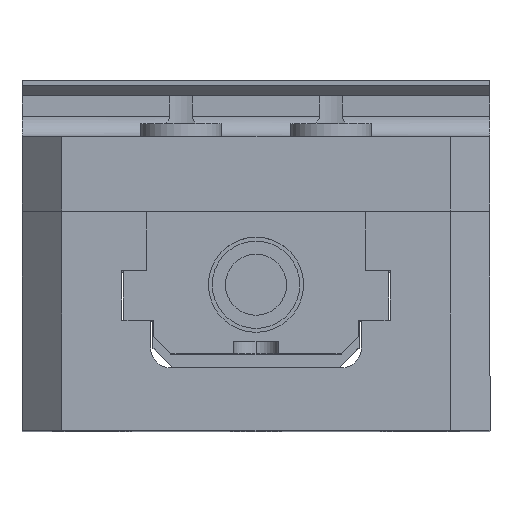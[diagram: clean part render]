
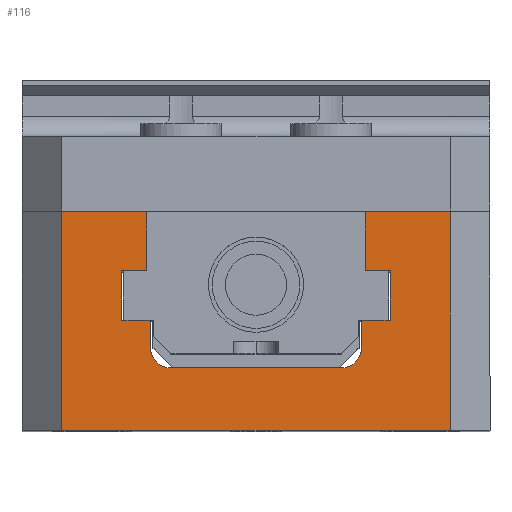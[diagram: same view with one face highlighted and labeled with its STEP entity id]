
A CAD part, top view. The second image highlights one B-rep face of the part: STEP entity #116.
In plain terms, the highlighted planar face has unit normal (0, 0, 1).
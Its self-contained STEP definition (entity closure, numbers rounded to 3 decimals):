
#99 = VECTOR ( 'NONE', #6010, 1000. ) ;
#116 = ADVANCED_FACE ( 'NONE', ( #1080 ), #1784, .T. ) ;
#192 = DIRECTION ( 'NONE',  ( 0., -1., 0. ) ) ;
#331 = VECTOR ( 'NONE', #3224, 1000. ) ;
#337 = LINE ( 'NONE', #5378, #5787 ) ;
#339 = EDGE_CURVE ( 'NONE', #550, #656, #1626, .T. ) ;
#425 = CARTESIAN_POINT ( 'NONE',  ( 17.526, 2.286, 75. ) ) ;
#441 = CARTESIAN_POINT ( 'NONE',  ( -37.5, 11.684, 75. ) ) ;
#521 = CARTESIAN_POINT ( 'NONE',  ( -17.526, 2.286, 75. ) ) ;
#550 = VERTEX_POINT ( 'NONE', #3993 ) ;
#586 = CARTESIAN_POINT ( 'NONE',  ( 21.5, 2.286, 75. ) ) ;
#614 = DIRECTION ( 'NONE',  ( 0., 1., 0. ) ) ;
#633 = VERTEX_POINT ( 'NONE', #1104 ) ;
#656 = VERTEX_POINT ( 'NONE', #521 ) ;
#968 = CARTESIAN_POINT ( 'NONE',  ( -31.15, 11.684, 75. ) ) ;
#1007 = CARTESIAN_POINT ( 'NONE',  ( 16.891, -10.135, 75. ) ) ;
#1010 = DIRECTION ( 'NONE',  ( 1., 0., 0. ) ) ;
#1062 = ORIENTED_EDGE ( 'NONE', *, *, #339, .T. ) ;
#1068 = VECTOR ( 'NONE', #192, 1000. ) ;
#1080 = FACE_OUTER_BOUND ( 'NONE', #1736, .T. ) ;
#1104 = CARTESIAN_POINT ( 'NONE',  ( 31.15, -23.317, 75. ) ) ;
#1116 = VECTOR ( 'NONE', #2343, 1000. ) ;
#1144 = LINE ( 'NONE', #1741, #99 ) ;
#1170 = CARTESIAN_POINT ( 'NONE',  ( 13.716, -10.135, 75. ) ) ;
#1172 = VERTEX_POINT ( 'NONE', #3665 ) ;
#1231 = CARTESIAN_POINT ( 'NONE',  ( -31.15, -23.317, 75. ) ) ;
#1421 = CARTESIAN_POINT ( 'NONE',  ( -16.891, -5.715, 75. ) ) ;
#1436 = EDGE_CURVE ( 'NONE', #2008, #4114, #3929, .T. ) ;
#1513 = VERTEX_POINT ( 'NONE', #5471 ) ;
#1514 = CARTESIAN_POINT ( 'NONE',  ( 13.716, -13.31, 75. ) ) ;
#1518 = VECTOR ( 'NONE', #5963, 1000. ) ;
#1553 = CARTESIAN_POINT ( 'NONE',  ( 21.5, -5.715, 75. ) ) ;
#1576 = ORIENTED_EDGE ( 'NONE', *, *, #1640, .T. ) ;
#1599 = CARTESIAN_POINT ( 'NONE',  ( 17.526, 11.684, 75. ) ) ;
#1609 = EDGE_CURVE ( 'NONE', #6077, #2008, #3676, .T. ) ;
#1626 = LINE ( 'NONE', #6229, #2020 ) ;
#1640 = EDGE_CURVE ( 'NONE', #3893, #5049, #6102, .T. ) ;
#1655 = DIRECTION ( 'NONE',  ( 0., 0., -1. ) ) ;
#1683 = LINE ( 'NONE', #2276, #1518 ) ;
#1689 = VECTOR ( 'NONE', #4535, 1000. ) ;
#1725 = CARTESIAN_POINT ( 'NONE',  ( -37.5, -23.317, 75. ) ) ;
#1736 = EDGE_LOOP ( 'NONE', ( #2497, #5842, #3416, #3390, #2842, #5929, #4023, #6026, #3885, #6354, #6318, #6567, #4458, #1792, #2913, #1062, #5145, #1576 ) ) ;
#1741 = CARTESIAN_POINT ( 'NONE',  ( -21.5, -5.715, 75. ) ) ;
#1784 = PLANE ( 'NONE',  #2014 ) ;
#1787 = CARTESIAN_POINT ( 'NONE',  ( 17.526, 11.684, 75. ) ) ;
#1792 = ORIENTED_EDGE ( 'NONE', *, *, #4079, .T. ) ;
#1822 = CARTESIAN_POINT ( 'NONE',  ( 13.716, -13.31, 75. ) ) ;
#1849 = EDGE_CURVE ( 'NONE', #4581, #2099, #5160, .T. ) ;
#2008 = VERTEX_POINT ( 'NONE', #586 ) ;
#2014 = AXIS2_PLACEMENT_3D ( 'NONE', #5858, #5385, #4849 ) ;
#2020 = VECTOR ( 'NONE', #5139, 1000. ) ;
#2047 = LINE ( 'NONE', #3675, #6487 ) ;
#2097 = EDGE_CURVE ( 'NONE', #2099, #5268, #4171, .T. ) ;
#2099 = VERTEX_POINT ( 'NONE', #1007 ) ;
#2236 = LINE ( 'NONE', #1514, #1689 ) ;
#2268 = VERTEX_POINT ( 'NONE', #1787 ) ;
#2276 = CARTESIAN_POINT ( 'NONE',  ( 31.15, -23.317, 75. ) ) ;
#2320 = DIRECTION ( 'NONE',  ( -1., 0., 0. ) ) ;
#2343 = DIRECTION ( 'NONE',  ( 1., 0., 0. ) ) ;
#2436 = LINE ( 'NONE', #3621, #6421 ) ;
#2487 = VERTEX_POINT ( 'NONE', #1421 ) ;
#2497 = ORIENTED_EDGE ( 'NONE', *, *, #2920, .F. ) ;
#2543 = LINE ( 'NONE', #3171, #331 ) ;
#2546 = VECTOR ( 'NONE', #3338, 1000. ) ;
#2817 = CARTESIAN_POINT ( 'NONE',  ( 21.5, 2.286, 75. ) ) ;
#2842 = ORIENTED_EDGE ( 'NONE', *, *, #5155, .T. ) ;
#2889 = CARTESIAN_POINT ( 'NONE',  ( 31.15, 11.684, 75. ) ) ;
#2913 = ORIENTED_EDGE ( 'NONE', *, *, #3207, .T. ) ;
#2920 = EDGE_CURVE ( 'NONE', #1172, #5049, #3840, .T. ) ;
#3032 = VERTEX_POINT ( 'NONE', #2889 ) ;
#3171 = CARTESIAN_POINT ( 'NONE',  ( 17.526, 11.684, 75. ) ) ;
#3207 = EDGE_CURVE ( 'NONE', #4408, #550, #2436, .T. ) ;
#3215 = CARTESIAN_POINT ( 'NONE',  ( -17.526, 11.684, 75. ) ) ;
#3224 = DIRECTION ( 'NONE',  ( -1., 0., 0. ) ) ;
#3260 = CARTESIAN_POINT ( 'NONE',  ( 16.891, -5.715, 75. ) ) ;
#3296 = CARTESIAN_POINT ( 'NONE',  ( 16.891, -5.715, 75. ) ) ;
#3323 = CARTESIAN_POINT ( 'NONE',  ( 17.526, 2.286, 75. ) ) ;
#3338 = DIRECTION ( 'NONE',  ( 0., -1., 0. ) ) ;
#3390 = ORIENTED_EDGE ( 'NONE', *, *, #5736, .T. ) ;
#3416 = ORIENTED_EDGE ( 'NONE', *, *, #5329, .T. ) ;
#3487 = DIRECTION ( 'NONE',  ( -1., 0., 0. ) ) ;
#3621 = CARTESIAN_POINT ( 'NONE',  ( -21.5, 2.286, 75. ) ) ;
#3622 = AXIS2_PLACEMENT_3D ( 'NONE', #1170, #1655, #6304 ) ;
#3665 = CARTESIAN_POINT ( 'NONE',  ( -31.15, -23.317, 75. ) ) ;
#3675 = CARTESIAN_POINT ( 'NONE',  ( -17.526, 11.684, 75. ) ) ;
#3676 = LINE ( 'NONE', #3323, #1116 ) ;
#3840 = LINE ( 'NONE', #1231, #5042 ) ;
#3883 = EDGE_CURVE ( 'NONE', #656, #3893, #2047, .T. ) ;
#3885 = ORIENTED_EDGE ( 'NONE', *, *, #1849, .T. ) ;
#3893 = VERTEX_POINT ( 'NONE', #3215 ) ;
#3928 = LINE ( 'NONE', #1725, #6194 ) ;
#3929 = LINE ( 'NONE', #2817, #2546 ) ;
#3940 = LINE ( 'NONE', #1599, #6451 ) ;
#3993 = CARTESIAN_POINT ( 'NONE',  ( -21.5, 2.286, 75. ) ) ;
#4015 = CIRCLE ( 'NONE', #4065, 3.175 ) ;
#4023 = ORIENTED_EDGE ( 'NONE', *, *, #1436, .T. ) ;
#4055 = DIRECTION ( 'NONE',  ( 0., 1., 0. ) ) ;
#4062 = DIRECTION ( 'NONE',  ( 0., 0., -1. ) ) ;
#4065 = AXIS2_PLACEMENT_3D ( 'NONE', #5127, #4062, #1010 ) ;
#4079 = EDGE_CURVE ( 'NONE', #2487, #4408, #1144, .T. ) ;
#4114 = VERTEX_POINT ( 'NONE', #1553 ) ;
#4171 = CIRCLE ( 'NONE', #3622, 3.175 ) ;
#4319 = DIRECTION ( 'NONE',  ( 1., 0., 0. ) ) ;
#4358 = CARTESIAN_POINT ( 'NONE',  ( -13.716, -13.31, 75. ) ) ;
#4383 = EDGE_CURVE ( 'NONE', #5268, #5881, #2236, .T. ) ;
#4408 = VERTEX_POINT ( 'NONE', #6564 ) ;
#4458 = ORIENTED_EDGE ( 'NONE', *, *, #6397, .T. ) ;
#4535 = DIRECTION ( 'NONE',  ( -1., 0., 0. ) ) ;
#4544 = VECTOR ( 'NONE', #4055, 1000. ) ;
#4581 = VERTEX_POINT ( 'NONE', #3260 ) ;
#4849 = DIRECTION ( 'NONE',  ( 1., 0., 0. ) ) ;
#4894 = DIRECTION ( 'NONE',  ( 0., 1., 0. ) ) ;
#5042 = VECTOR ( 'NONE', #4894, 1000. ) ;
#5049 = VERTEX_POINT ( 'NONE', #968 ) ;
#5127 = CARTESIAN_POINT ( 'NONE',  ( -13.716, -10.135, 75. ) ) ;
#5139 = DIRECTION ( 'NONE',  ( 1., 0., 0. ) ) ;
#5145 = ORIENTED_EDGE ( 'NONE', *, *, #3883, .T. ) ;
#5155 = EDGE_CURVE ( 'NONE', #2268, #6077, #3940, .T. ) ;
#5160 = LINE ( 'NONE', #3296, #1068 ) ;
#5209 = LINE ( 'NONE', #6093, #4544 ) ;
#5260 = EDGE_CURVE ( 'NONE', #4114, #4581, #337, .T. ) ;
#5268 = VERTEX_POINT ( 'NONE', #1822 ) ;
#5312 = DIRECTION ( 'NONE',  ( 0., -1., 0. ) ) ;
#5329 = EDGE_CURVE ( 'NONE', #633, #3032, #1683, .T. ) ;
#5378 = CARTESIAN_POINT ( 'NONE',  ( 21.5, -5.715, 75. ) ) ;
#5385 = DIRECTION ( 'NONE',  ( 0., 0., 1. ) ) ;
#5471 = CARTESIAN_POINT ( 'NONE',  ( -16.891, -10.135, 75. ) ) ;
#5602 = EDGE_CURVE ( 'NONE', #5881, #1513, #4015, .T. ) ;
#5695 = VECTOR ( 'NONE', #3487, 1000. ) ;
#5736 = EDGE_CURVE ( 'NONE', #3032, #2268, #2543, .T. ) ;
#5787 = VECTOR ( 'NONE', #2320, 1000. ) ;
#5792 = DIRECTION ( 'NONE',  ( 0., 1., 0. ) ) ;
#5812 = EDGE_CURVE ( 'NONE', #1172, #633, #3928, .T. ) ;
#5842 = ORIENTED_EDGE ( 'NONE', *, *, #5812, .T. ) ;
#5858 = CARTESIAN_POINT ( 'NONE',  ( -13.716, -10.135, 75. ) ) ;
#5881 = VERTEX_POINT ( 'NONE', #4358 ) ;
#5929 = ORIENTED_EDGE ( 'NONE', *, *, #1609, .T. ) ;
#5963 = DIRECTION ( 'NONE',  ( 0., 1., 0. ) ) ;
#6010 = DIRECTION ( 'NONE',  ( -1., 0., 0. ) ) ;
#6026 = ORIENTED_EDGE ( 'NONE', *, *, #5260, .T. ) ;
#6077 = VERTEX_POINT ( 'NONE', #425 ) ;
#6093 = CARTESIAN_POINT ( 'NONE',  ( -16.891, -5.715, 75. ) ) ;
#6102 = LINE ( 'NONE', #441, #5695 ) ;
#6194 = VECTOR ( 'NONE', #4319, 1000. ) ;
#6229 = CARTESIAN_POINT ( 'NONE',  ( -17.526, 2.286, 75. ) ) ;
#6304 = DIRECTION ( 'NONE',  ( -1., 0., 0. ) ) ;
#6318 = ORIENTED_EDGE ( 'NONE', *, *, #4383, .T. ) ;
#6354 = ORIENTED_EDGE ( 'NONE', *, *, #2097, .T. ) ;
#6397 = EDGE_CURVE ( 'NONE', #1513, #2487, #5209, .T. ) ;
#6421 = VECTOR ( 'NONE', #614, 1000. ) ;
#6451 = VECTOR ( 'NONE', #5312, 1000. ) ;
#6487 = VECTOR ( 'NONE', #5792, 1000. ) ;
#6564 = CARTESIAN_POINT ( 'NONE',  ( -21.5, -5.715, 75. ) ) ;
#6567 = ORIENTED_EDGE ( 'NONE', *, *, #5602, .T. ) ;
